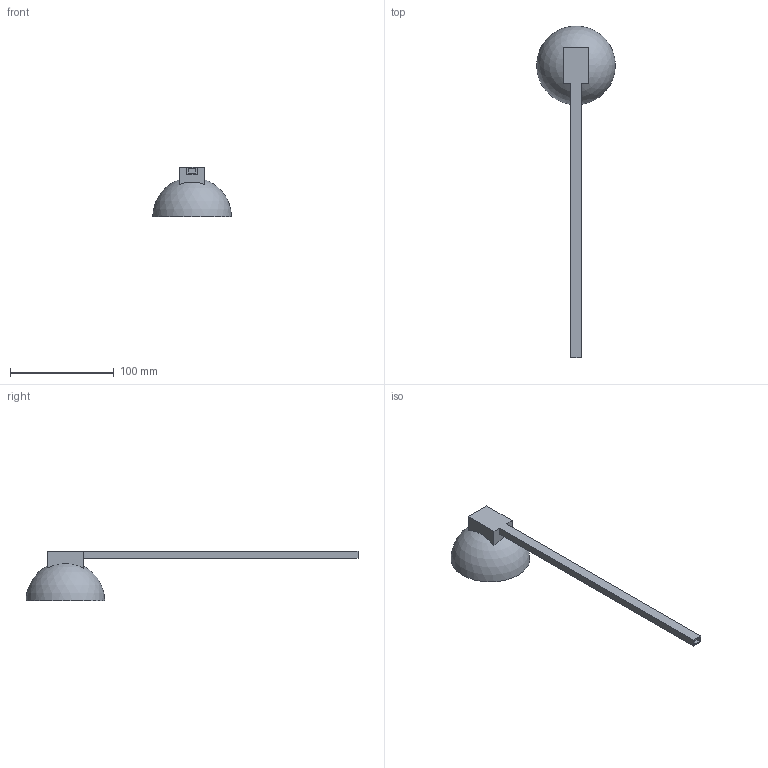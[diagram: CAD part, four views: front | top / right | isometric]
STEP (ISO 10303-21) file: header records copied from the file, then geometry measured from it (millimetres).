
FILE_DESCRIPTION (( 'STEP AP203' ), '1' );
FILE_NAME ('Arm_Default_sldprt.STEP', '2021-06-18T05:43:08', ( '' ), ( '' ), 'SwSTEP 2.0', 'SolidWorks 2018', '' );
FILE_SCHEMA (( 'CONFIG_CONTROL_DESIGN' ));
Length unit declared in the file: millimetre
Products named in the file (1): Arm_Default_sldprt
Bounding box: 76 x 320.5 x 48 mm (x, y, z)
Volume: 60460.3 mm3; surface area: 33786.9 mm2
Topology: 1 solids, 1 shells, 17 faces, 44 edges, 30 vertices
Faces by surface type: plane 15, sphere 2
Entity records: 571 total; most frequent: CARTESIAN_POINT 86, DIRECTION 84, ORIENTED_EDGE 80, EDGE_CURVE 40, VECTOR 32, LINE 32, VERTEX_POINT 28, AXIS2_PLACEMENT_3D 26
